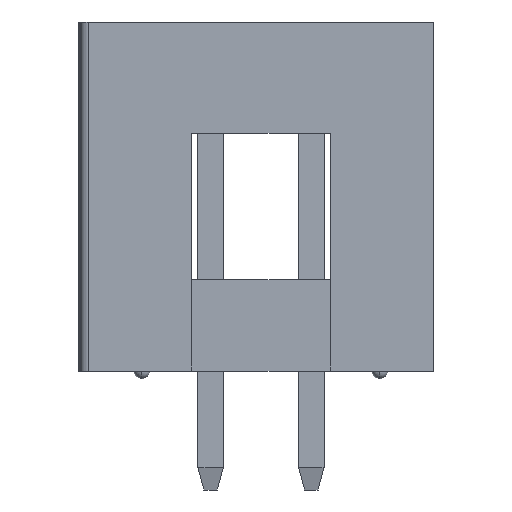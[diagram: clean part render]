
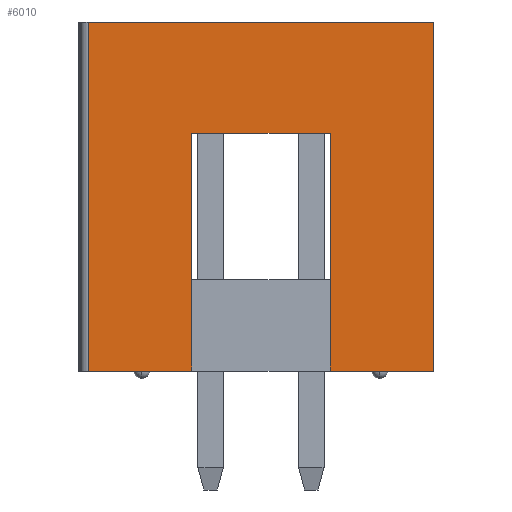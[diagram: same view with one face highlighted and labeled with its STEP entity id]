
A CAD part, left-side view. The second image highlights one B-rep face of the part: STEP entity #6010.
In plain terms, the highlighted planar face has unit normal (-1, 0, 0).
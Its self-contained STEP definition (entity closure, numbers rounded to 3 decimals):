
#8 = DIRECTION ( 'NONE',  ( 1., 0., 0. ) ) ;
#425 = LINE ( 'NONE', #6619, #5764 ) ;
#587 = DIRECTION ( 'NONE',  ( 0., 0., -1. ) ) ;
#624 = EDGE_CURVE ( 'NONE', #2634, #5448, #4792, .T. ) ;
#878 = CARTESIAN_POINT ( 'NONE',  ( -12.715, -1.75, 6. ) ) ;
#986 = VECTOR ( 'NONE', #3301, 1000. ) ;
#1036 = DIRECTION ( 'NONE',  ( 0., 0., -1. ) ) ;
#1164 = DIRECTION ( 'NONE',  ( 0., -1., 0. ) ) ;
#1691 = CARTESIAN_POINT ( 'NONE',  ( -12.715, -1.75, 0. ) ) ;
#1705 = DIRECTION ( 'NONE',  ( 0., -1., 0. ) ) ;
#1805 = CARTESIAN_POINT ( 'NONE',  ( -12.715, -4.35, 8.8 ) ) ;
#2044 = CARTESIAN_POINT ( 'NONE',  ( -12.715, 1.75, 6. ) ) ;
#2125 = EDGE_CURVE ( 'NONE', #4873, #6275, #425, .T. ) ;
#2137 = CARTESIAN_POINT ( 'NONE',  ( -12.715, 1.75, 6. ) ) ;
#2324 = DIRECTION ( 'NONE',  ( 0., 0., -1. ) ) ;
#2371 = LINE ( 'NONE', #1805, #5307 ) ;
#2634 = VERTEX_POINT ( 'NONE', #1691 ) ;
#2656 = LINE ( 'NONE', #2044, #986 ) ;
#2702 = VECTOR ( 'NONE', #587, 1000. ) ;
#2876 = VERTEX_POINT ( 'NONE', #2137 ) ;
#2985 = VERTEX_POINT ( 'NONE', #7852 ) ;
#3124 = LINE ( 'NONE', #4299, #2702 ) ;
#3172 = EDGE_CURVE ( 'NONE', #4592, #2876, #2656, .T. ) ;
#3240 = CARTESIAN_POINT ( 'NONE',  ( -12.715, -4.35, 8.8 ) ) ;
#3301 = DIRECTION ( 'NONE',  ( 0., 1., 0. ) ) ;
#3331 = ORIENTED_EDGE ( 'NONE', *, *, #3512, .F. ) ;
#3370 = ORIENTED_EDGE ( 'NONE', *, *, #5130, .F. ) ;
#3494 = VERTEX_POINT ( 'NONE', #6828 ) ;
#3512 = EDGE_CURVE ( 'NONE', #2876, #3494, #3124, .T. ) ;
#3547 = VECTOR ( 'NONE', #1705, 1000. ) ;
#3691 = ORIENTED_EDGE ( 'NONE', *, *, #2125, .F. ) ;
#3784 = ORIENTED_EDGE ( 'NONE', *, *, #4353, .T. ) ;
#4026 = CARTESIAN_POINT ( 'NONE',  ( -12.715, -4.35, 0. ) ) ;
#4299 = CARTESIAN_POINT ( 'NONE',  ( -12.715, 1.75, 6. ) ) ;
#4353 = EDGE_CURVE ( 'NONE', #4592, #2634, #5371, .T. ) ;
#4436 = EDGE_LOOP ( 'NONE', ( #7020, #3331, #5189, #3784, #7155, #3370, #3691, #6993 ) ) ;
#4524 = DIRECTION ( 'NONE',  ( 0., -1., 0. ) ) ;
#4592 = VERTEX_POINT ( 'NONE', #878 ) ;
#4792 = LINE ( 'NONE', #7232, #3547 ) ;
#4794 = CARTESIAN_POINT ( 'NONE',  ( -12.715, -1.75, 6. ) ) ;
#4873 = VERTEX_POINT ( 'NONE', #5019 ) ;
#4902 = DIRECTION ( 'NONE',  ( 0., 0., -1. ) ) ;
#5019 = CARTESIAN_POINT ( 'NONE',  ( -12.715, 4.35, 8.8 ) ) ;
#5064 = FACE_OUTER_BOUND ( 'NONE', #4436, .T. ) ;
#5094 = CARTESIAN_POINT ( 'NONE',  ( -12.715, -4.35, 0. ) ) ;
#5130 = EDGE_CURVE ( 'NONE', #6275, #5448, #2371, .T. ) ;
#5189 = ORIENTED_EDGE ( 'NONE', *, *, #3172, .F. ) ;
#5216 = LINE ( 'NONE', #5094, #7578 ) ;
#5307 = VECTOR ( 'NONE', #7898, 1000. ) ;
#5371 = LINE ( 'NONE', #4794, #6450 ) ;
#5398 = LINE ( 'NONE', #6618, #6489 ) ;
#5448 = VERTEX_POINT ( 'NONE', #4026 ) ;
#5764 = VECTOR ( 'NONE', #1164, 1000. ) ;
#6010 = ADVANCED_FACE ( 'NONE', ( #5064 ), #6209, .F. ) ;
#6209 = PLANE ( 'NONE',  #7054 ) ;
#6275 = VERTEX_POINT ( 'NONE', #7909 ) ;
#6450 = VECTOR ( 'NONE', #2324, 1000. ) ;
#6489 = VECTOR ( 'NONE', #1036, 1000. ) ;
#6525 = EDGE_CURVE ( 'NONE', #2985, #3494, #5216, .T. ) ;
#6618 = CARTESIAN_POINT ( 'NONE',  ( -12.715, 4.35, 8.8 ) ) ;
#6619 = CARTESIAN_POINT ( 'NONE',  ( -12.715, -4.35, 8.8 ) ) ;
#6828 = CARTESIAN_POINT ( 'NONE',  ( -12.715, 1.75, 0. ) ) ;
#6993 = ORIENTED_EDGE ( 'NONE', *, *, #8029, .T. ) ;
#7020 = ORIENTED_EDGE ( 'NONE', *, *, #6525, .T. ) ;
#7054 = AXIS2_PLACEMENT_3D ( 'NONE', #3240, #8, #4902 ) ;
#7155 = ORIENTED_EDGE ( 'NONE', *, *, #624, .T. ) ;
#7232 = CARTESIAN_POINT ( 'NONE',  ( -12.715, -4.35, 0. ) ) ;
#7578 = VECTOR ( 'NONE', #4524, 1000. ) ;
#7852 = CARTESIAN_POINT ( 'NONE',  ( -12.715, 4.35, 0. ) ) ;
#7898 = DIRECTION ( 'NONE',  ( 0., 0., -1. ) ) ;
#7909 = CARTESIAN_POINT ( 'NONE',  ( -12.715, -4.35, 8.8 ) ) ;
#8029 = EDGE_CURVE ( 'NONE', #4873, #2985, #5398, .T. ) ;
